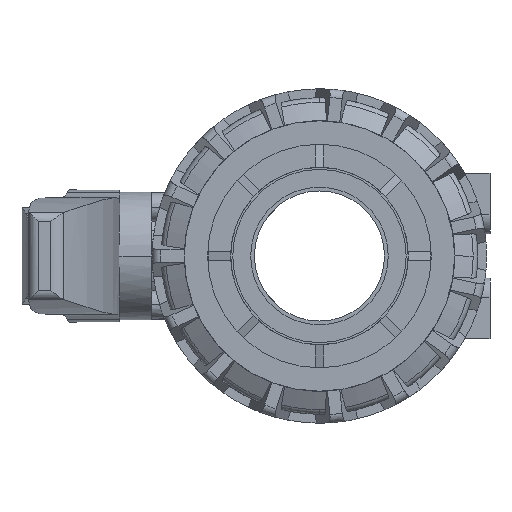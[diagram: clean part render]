
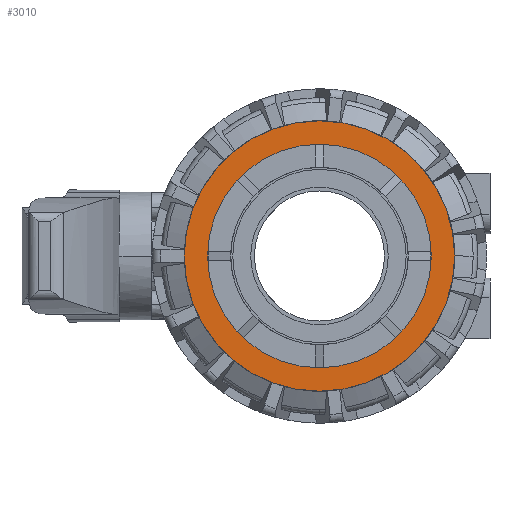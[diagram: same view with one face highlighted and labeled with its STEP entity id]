
A CAD part, left-side view. The second image highlights one B-rep face of the part: STEP entity #3010.
In plain terms, the highlighted planar face has unit normal (-1, 0, 0).
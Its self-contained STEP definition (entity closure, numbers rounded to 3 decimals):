
#3010=ADVANCED_FACE('',(#6142,#6143),#6144,.T.);
#6142=FACE_BOUND('',#9417,.T.);
#6143=FACE_OUTER_BOUND('',#9418,.T.);
#6144=PLANE('',#9419);
#9417=EDGE_LOOP('',(#18793,#18794));
#9418=EDGE_LOOP('',(#18795,#18796));
#9419=AXIS2_PLACEMENT_3D('',#18797,#18798,#18799);
#18793=ORIENTED_EDGE('',*,*,#23520,.T.);
#18794=ORIENTED_EDGE('',*,*,#22391,.T.);
#18795=ORIENTED_EDGE('',*,*,#22386,.T.);
#18796=ORIENTED_EDGE('',*,*,#23599,.T.);
#18797=CARTESIAN_POINT('',(-74.6,0.0,0.0));
#18798=DIRECTION('',(-1.0,0.0,0.0));
#18799=DIRECTION('',(0.0,0.0,1.0));
#22386=EDGE_CURVE('',#27516,#27580,#27582,.T.);
#22391=EDGE_CURVE('',#27585,#27589,#27591,.T.);
#23520=EDGE_CURVE('',#27589,#27585,#29296,.T.);
#23599=EDGE_CURVE('',#27580,#27516,#29389,.T.);
#27516=VERTEX_POINT('',#36232);
#27580=VERTEX_POINT('',#36297);
#27582=CIRCLE('',#36300,49.15);
#27585=VERTEX_POINT('',#36303);
#27589=VERTEX_POINT('',#36308);
#27591=CIRCLE('',#36311,40.65);
#29296=CIRCLE('',#39295,40.65);
#29389=CIRCLE('',#39479,49.15);
#36232=CARTESIAN_POINT('',(-74.6,-49.15,0.0));
#36297=CARTESIAN_POINT('',(-74.6,49.15,0.));
#36300=AXIS2_PLACEMENT_3D('',#43863,#43864,#43865);
#36303=CARTESIAN_POINT('',(-74.6,0.,-40.65));
#36308=CARTESIAN_POINT('',(-74.6,0.,40.65));
#36311=AXIS2_PLACEMENT_3D('',#43871,#43872,#43873);
#39295=AXIS2_PLACEMENT_3D('',#45438,#45439,#45440);
#39479=AXIS2_PLACEMENT_3D('',#45511,#45512,#45513);
#43863=CARTESIAN_POINT('',(-74.6,0.0,0.0));
#43864=DIRECTION('',(-1.0,0.0,0.0));
#43865=DIRECTION('',(0.0,0.0,1.0));
#43871=CARTESIAN_POINT('',(-74.6,0.0,0.0));
#43872=DIRECTION('',(1.0,0.0,0.0));
#43873=DIRECTION('',(0.0,0.0,-1.0));
#45438=CARTESIAN_POINT('',(-74.6,0.0,0.0));
#45439=DIRECTION('',(1.0,0.0,0.0));
#45440=DIRECTION('',(0.0,0.0,-1.0));
#45511=CARTESIAN_POINT('',(-74.6,0.0,0.0));
#45512=DIRECTION('',(-1.0,0.0,0.0));
#45513=DIRECTION('',(0.0,0.0,1.0));
